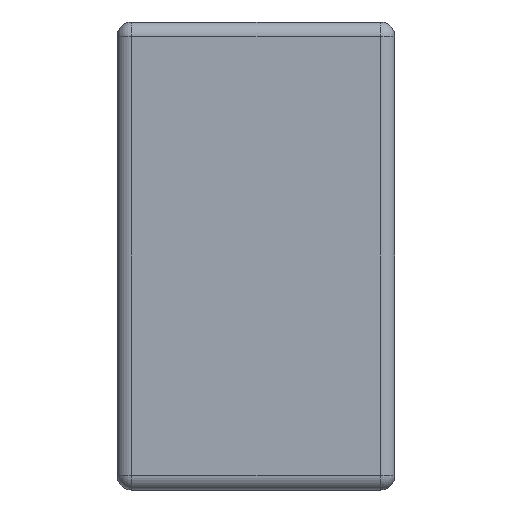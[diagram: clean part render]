
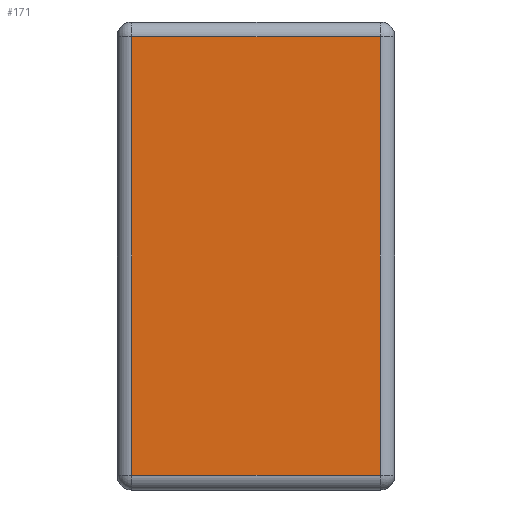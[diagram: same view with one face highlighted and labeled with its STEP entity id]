
A CAD part, left-side view. The second image highlights one B-rep face of the part: STEP entity #171.
In plain terms, the highlighted planar face has unit normal (-1, 0, 0).
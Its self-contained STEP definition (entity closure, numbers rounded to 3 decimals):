
#156 = ORIENTED_EDGE ( 'NONE', *, *, #157, .T. ) ;
#157 = EDGE_CURVE ( 'NONE', #231, #175, #869, .T. ) ;
#171 = ADVANCED_FACE ( 'NONE', ( #924 ), #909, .F. ) ;
#172 = EDGE_LOOP ( 'NONE', ( #173, #177, #229, #156 ) ) ;
#173 = ORIENTED_EDGE ( 'NONE', *, *, #174, .T. ) ;
#174 = EDGE_CURVE ( 'NONE', #175, #176, #904, .T. ) ;
#175 = VERTEX_POINT ( 'NONE', #963 ) ;
#176 = VERTEX_POINT ( 'NONE', #962 ) ;
#177 = ORIENTED_EDGE ( 'NONE', *, *, #178, .T. ) ;
#178 = EDGE_CURVE ( 'NONE', #176, #179, #961, .T. ) ;
#179 = VERTEX_POINT ( 'NONE', #957 ) ;
#229 = ORIENTED_EDGE ( 'NONE', *, *, #230, .T. ) ;
#230 = EDGE_CURVE ( 'NONE', #179, #231, #1145, .T. ) ;
#231 = VERTEX_POINT ( 'NONE', #1141 ) ;
#866 = DIRECTION ( 'NONE',  ( 0., 0., 1. ) ) ;
#867 = VECTOR ( 'NONE', #866, 1000. ) ;
#868 = CARTESIAN_POINT ( 'NONE',  ( -1.6, 0.05, 0.8 ) ) ;
#869 = LINE ( 'NONE', #868, #867 ) ;
#901 = DIRECTION ( 'NONE',  ( 0., 1., 0. ) ) ;
#902 = VECTOR ( 'NONE', #901, 1000. ) ;
#903 = CARTESIAN_POINT ( 'NONE',  ( -1.6, 0.95, 0.75 ) ) ;
#904 = LINE ( 'NONE', #903, #902 ) ;
#905 = DIRECTION ( 'NONE',  ( 0., 0., -1. ) ) ;
#906 = DIRECTION ( 'NONE',  ( 1., 0., 0. ) ) ;
#907 = CARTESIAN_POINT ( 'NONE',  ( -1.6, 0.95, 0.8 ) ) ;
#908 = AXIS2_PLACEMENT_3D ( 'NONE', #907, #906, #905 ) ;
#909 = PLANE ( 'NONE',  #908 ) ;
#924 = FACE_OUTER_BOUND ( 'NONE', #172, .T. ) ;
#957 = CARTESIAN_POINT ( 'NONE',  ( -1.6, 0.9, -0.75 ) ) ;
#958 = DIRECTION ( 'NONE',  ( 0., 0., -1. ) ) ;
#959 = VECTOR ( 'NONE', #958, 1000. ) ;
#960 = CARTESIAN_POINT ( 'NONE',  ( -1.6, 0.9, 0.8 ) ) ;
#961 = LINE ( 'NONE', #960, #959 ) ;
#962 = CARTESIAN_POINT ( 'NONE',  ( -1.6, 0.9, 0.75 ) ) ;
#963 = CARTESIAN_POINT ( 'NONE',  ( -1.6, 0.05, 0.75 ) ) ;
#1141 = CARTESIAN_POINT ( 'NONE',  ( -1.6, 0.05, -0.75 ) ) ;
#1142 = DIRECTION ( 'NONE',  ( 0., -1., 0. ) ) ;
#1143 = VECTOR ( 'NONE', #1142, 1000. ) ;
#1144 = CARTESIAN_POINT ( 'NONE',  ( -1.6, 0.95, -0.75 ) ) ;
#1145 = LINE ( 'NONE', #1144, #1143 ) ;
